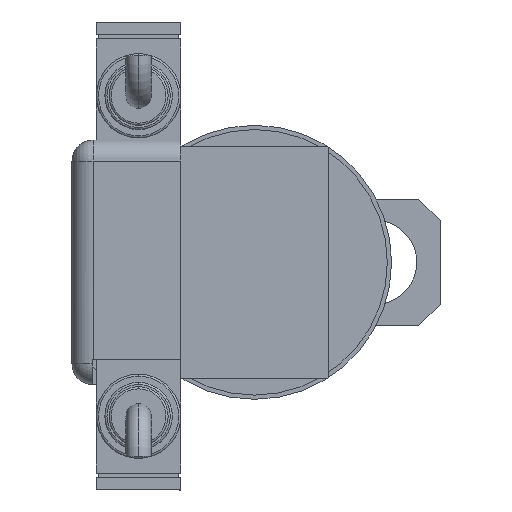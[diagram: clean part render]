
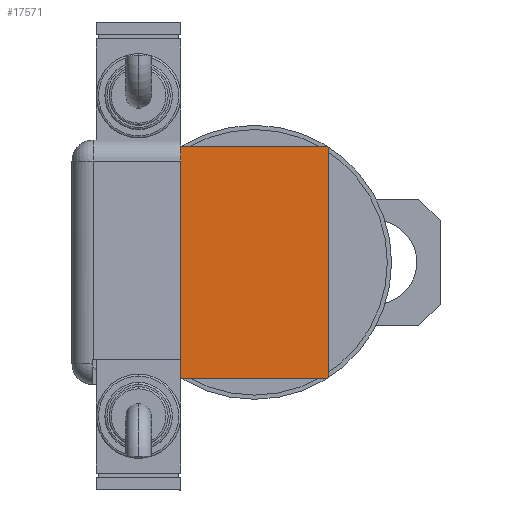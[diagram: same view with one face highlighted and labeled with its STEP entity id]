
A CAD part, left-side view. The second image highlights one B-rep face of the part: STEP entity #17571.
In plain terms, the highlighted face is planar.
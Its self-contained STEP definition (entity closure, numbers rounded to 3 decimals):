
#52 = VECTOR ( 'NONE', #16699, 1000. ) ;
#482 = ORIENTED_EDGE ( 'NONE', *, *, #14729, .T. ) ;
#534 = VERTEX_POINT ( 'NONE', #19287 ) ;
#554 = EDGE_CURVE ( 'NONE', #18474, #13676, #7411, .T. ) ;
#719 = EDGE_CURVE ( 'NONE', #6684, #727, #18752, .T. ) ;
#727 = VERTEX_POINT ( 'NONE', #6575 ) ;
#1180 = ORIENTED_EDGE ( 'NONE', *, *, #16869, .T. ) ;
#1310 = VECTOR ( 'NONE', #5600, 1000. ) ;
#1734 = ORIENTED_EDGE ( 'NONE', *, *, #11419, .T. ) ;
#1867 = VECTOR ( 'NONE', #17054, 1000. ) ;
#1972 = VECTOR ( 'NONE', #3439, 1000. ) ;
#2175 = VECTOR ( 'NONE', #17208, 1000. ) ;
#2208 = LINE ( 'NONE', #16782, #5690 ) ;
#2437 = VERTEX_POINT ( 'NONE', #16271 ) ;
#2588 = CARTESIAN_POINT ( 'NONE',  ( 56., -5.809, 27.4 ) ) ;
#3375 = CARTESIAN_POINT ( 'NONE',  ( 56., -17.5, 27.5 ) ) ;
#3439 = DIRECTION ( 'NONE',  ( 0., 0.707, 0.707 ) ) ;
#3637 = LINE ( 'NONE', #14469, #1972 ) ;
#3699 = FACE_OUTER_BOUND ( 'NONE', #12117, .T. ) ;
#3832 = DIRECTION ( 'NONE',  ( 0., -1., 0. ) ) ;
#3891 = DIRECTION ( 'NONE',  ( 0., 0., 1. ) ) ;
#3948 = LINE ( 'NONE', #19843, #1867 ) ;
#4053 = DIRECTION ( 'NONE',  ( 0., -0.707, 0.707 ) ) ;
#4202 = EDGE_CURVE ( 'NONE', #2437, #17231, #3948, .T. ) ;
#4518 = CARTESIAN_POINT ( 'NONE',  ( 56., -22.35, -22.35 ) ) ;
#5158 = EDGE_CURVE ( 'NONE', #13676, #17317, #18187, .T. ) ;
#5214 = CARTESIAN_POINT ( 'NONE',  ( 56., -5.809, 27.4 ) ) ;
#5231 = VECTOR ( 'NONE', #3832, 1000. ) ;
#5600 = DIRECTION ( 'NONE',  ( 0., 0., -1. ) ) ;
#5669 = ORIENTED_EDGE ( 'NONE', *, *, #13590, .T. ) ;
#5690 = VECTOR ( 'NONE', #19570, 1000. ) ;
#5815 = DIRECTION ( 'NONE',  ( 0., -0.707, -0.707 ) ) ;
#6350 = ORIENTED_EDGE ( 'NONE', *, *, #8873, .T. ) ;
#6575 = CARTESIAN_POINT ( 'NONE',  ( 56., -17.2, -27.5 ) ) ;
#6651 = VECTOR ( 'NONE', #14405, 1000. ) ;
#6684 = VERTEX_POINT ( 'NONE', #18180 ) ;
#6719 = EDGE_CURVE ( 'NONE', #17317, #17231, #19732, .T. ) ;
#6905 = DIRECTION ( 'NONE',  ( 1., 0., 0. ) ) ;
#7107 = DIRECTION ( 'NONE',  ( 0., 0., -1. ) ) ;
#7411 = LINE ( 'NONE', #11993, #18116 ) ;
#8045 = LINE ( 'NONE', #3375, #6651 ) ;
#8515 = VECTOR ( 'NONE', #4053, 1000. ) ;
#8558 = VERTEX_POINT ( 'NONE', #5214 ) ;
#8873 = EDGE_CURVE ( 'NONE', #534, #18474, #3637, .T. ) ;
#8915 = CARTESIAN_POINT ( 'NONE',  ( 56., 5.809, 27.5 ) ) ;
#8967 = EDGE_CURVE ( 'NONE', #19603, #8558, #10179, .T. ) ;
#9440 = CARTESIAN_POINT ( 'NONE',  ( 56., 17.2, 27.5 ) ) ;
#9979 = CARTESIAN_POINT ( 'NONE',  ( 56., 22.35, 22.35 ) ) ;
#10041 = CARTESIAN_POINT ( 'NONE',  ( 56., 0., 0. ) ) ;
#10179 = LINE ( 'NONE', #2588, #1310 ) ;
#10342 = CARTESIAN_POINT ( 'NONE',  ( 56., 0., 27.4 ) ) ;
#10346 = PLANE ( 'NONE',  #18683 ) ;
#10984 = VERTEX_POINT ( 'NONE', #12056 ) ;
#11003 = CARTESIAN_POINT ( 'NONE',  ( 56., -5.809, 27.5 ) ) ;
#11099 = CARTESIAN_POINT ( 'NONE',  ( 56., 17.5, 27.5 ) ) ;
#11247 = ORIENTED_EDGE ( 'NONE', *, *, #4202, .F. ) ;
#11419 = EDGE_CURVE ( 'NONE', #19603, #14649, #15575, .T. ) ;
#11571 = CARTESIAN_POINT ( 'NONE',  ( 56., 17.5, 27.2 ) ) ;
#11696 = ORIENTED_EDGE ( 'NONE', *, *, #15149, .T. ) ;
#11749 = CARTESIAN_POINT ( 'NONE',  ( 56., -22.35, 22.35 ) ) ;
#11971 = VECTOR ( 'NONE', #18997, 1000. ) ;
#11993 = CARTESIAN_POINT ( 'NONE',  ( 56., 17.5, -27.5 ) ) ;
#12056 = CARTESIAN_POINT ( 'NONE',  ( 56., -17.5, 27.2 ) ) ;
#12117 = EDGE_LOOP ( 'NONE', ( #482, #6350, #19974, #15019, #14748, #11247, #11696, #18905, #1734, #1180, #5669, #15848 ) ) ;
#13035 = CARTESIAN_POINT ( 'NONE',  ( 56., -17.2, 27.5 ) ) ;
#13590 = EDGE_CURVE ( 'NONE', #10984, #6684, #8045, .T. ) ;
#13676 = VERTEX_POINT ( 'NONE', #11571 ) ;
#14405 = DIRECTION ( 'NONE',  ( 0., 0., -1. ) ) ;
#14469 = CARTESIAN_POINT ( 'NONE',  ( 56., 22.35, -22.35 ) ) ;
#14649 = VERTEX_POINT ( 'NONE', #13035 ) ;
#14729 = EDGE_CURVE ( 'NONE', #727, #534, #2208, .T. ) ;
#14748 = ORIENTED_EDGE ( 'NONE', *, *, #6719, .T. ) ;
#15019 = ORIENTED_EDGE ( 'NONE', *, *, #5158, .T. ) ;
#15149 = EDGE_CURVE ( 'NONE', #2437, #8558, #19794, .T. ) ;
#15575 = LINE ( 'NONE', #11099, #11971 ) ;
#15848 = ORIENTED_EDGE ( 'NONE', *, *, #719, .T. ) ;
#16271 = CARTESIAN_POINT ( 'NONE',  ( 56., 5.809, 27.4 ) ) ;
#16699 = DIRECTION ( 'NONE',  ( 0., -1., 0. ) ) ;
#16782 = CARTESIAN_POINT ( 'NONE',  ( 56., -17.5, -27.5 ) ) ;
#16869 = EDGE_CURVE ( 'NONE', #14649, #10984, #18508, .T. ) ;
#17054 = DIRECTION ( 'NONE',  ( 0., 0., 1. ) ) ;
#17208 = DIRECTION ( 'NONE',  ( 0., 0.707, -0.707 ) ) ;
#17231 = VERTEX_POINT ( 'NONE', #8915 ) ;
#17317 = VERTEX_POINT ( 'NONE', #9440 ) ;
#17571 = ADVANCED_FACE ( 'NONE', ( #3699 ), #10346, .T. ) ;
#18071 = CARTESIAN_POINT ( 'NONE',  ( 56., 17.5, 27.5 ) ) ;
#18116 = VECTOR ( 'NONE', #3891, 1000. ) ;
#18180 = CARTESIAN_POINT ( 'NONE',  ( 56., -17.5, -27.2 ) ) ;
#18187 = LINE ( 'NONE', #9979, #8515 ) ;
#18337 = VECTOR ( 'NONE', #5815, 1000. ) ;
#18474 = VERTEX_POINT ( 'NONE', #20452 ) ;
#18508 = LINE ( 'NONE', #11749, #18337 ) ;
#18683 = AXIS2_PLACEMENT_3D ( 'NONE', #10041, #6905, #7107 ) ;
#18752 = LINE ( 'NONE', #4518, #2175 ) ;
#18905 = ORIENTED_EDGE ( 'NONE', *, *, #8967, .F. ) ;
#18997 = DIRECTION ( 'NONE',  ( 0., -1., 0. ) ) ;
#19287 = CARTESIAN_POINT ( 'NONE',  ( 56., 17.2, -27.5 ) ) ;
#19570 = DIRECTION ( 'NONE',  ( 0., 1., 0. ) ) ;
#19603 = VERTEX_POINT ( 'NONE', #11003 ) ;
#19732 = LINE ( 'NONE', #18071, #5231 ) ;
#19794 = LINE ( 'NONE', #10342, #52 ) ;
#19843 = CARTESIAN_POINT ( 'NONE',  ( 56., 5.809, 27.4 ) ) ;
#19974 = ORIENTED_EDGE ( 'NONE', *, *, #554, .T. ) ;
#20452 = CARTESIAN_POINT ( 'NONE',  ( 56., 17.5, -27.2 ) ) ;
